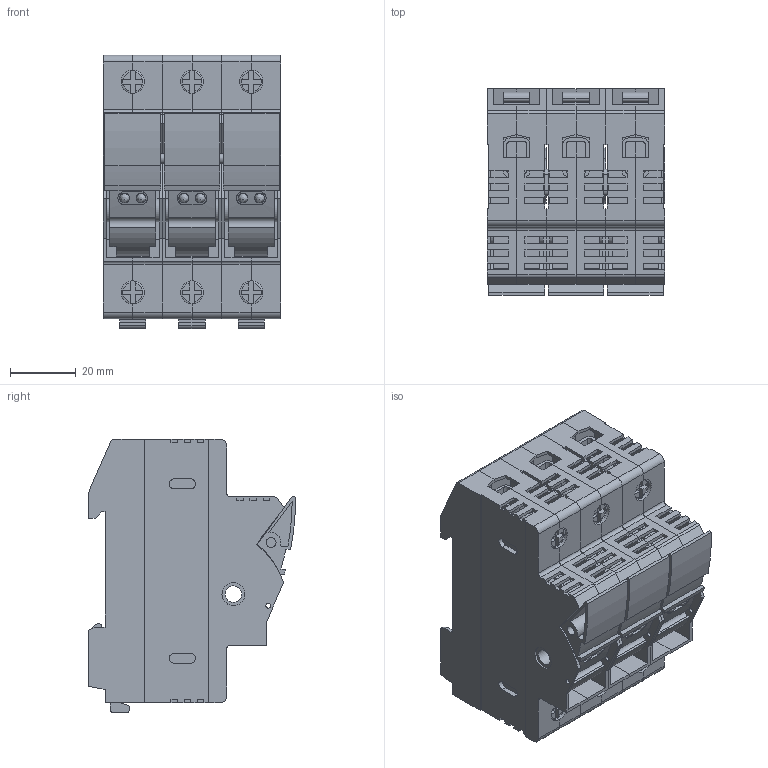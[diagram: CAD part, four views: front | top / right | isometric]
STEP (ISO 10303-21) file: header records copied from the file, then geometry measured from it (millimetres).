
FILE_DESCRIPTION((''),'2;1');
FILE_NAME('31133000.stp','2013-10-31T15:47:04',('Alois Weiner'),(''),'Autodesk Inventor 2013','Autodesk Inventor 2013','');
FILE_SCHEMA(('AUTOMOTIVE_DESIGN { 1 0 10303 214 1 1 1 1 }'));
Length unit declared in the file: millimetre
Products named in the file (8): 31133000; 31130000; 77196000; 77197000; 34005000; 71292000; 79614000; 77202100
Assembly tree (13 placements, depth 3):
  31133000
    31130000  x3
      77196000
      77197000
      34005000
      71292000
    79614000  x4
    77202100
Bounding box: 54 x 62.82 x 83 mm (x, y, z)
Volume: 85959.8 mm3; surface area: 97537.3 mm2
Topology: 26 solids, 26 shells, 2355 faces, 6789 edges, 4476 vertices
Faces by surface type: plane 1686, bspline 341, cylinder 316, torus 12
Full cylindrical faces by diameter (mm): 1.5 x6, 2.9 x6, 3 x10, 4 x15, 5 x3, 7 x12, 8 x6, 14 x3, 16 x3
Entity records: 24991 total; most frequent: CARTESIAN_POINT 5980, ORIENTED_EDGE 4192, DIRECTION 3359, EDGE_CURVE 2096, VECTOR 1647, LINE 1647, VERTEX_POINT 1395, AXIS2_PLACEMENT_3D 856
